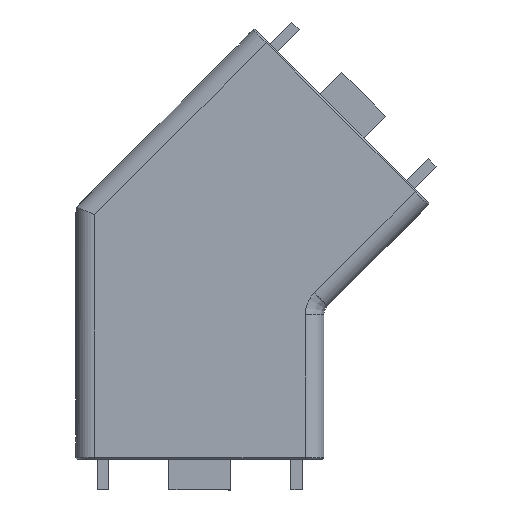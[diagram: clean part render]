
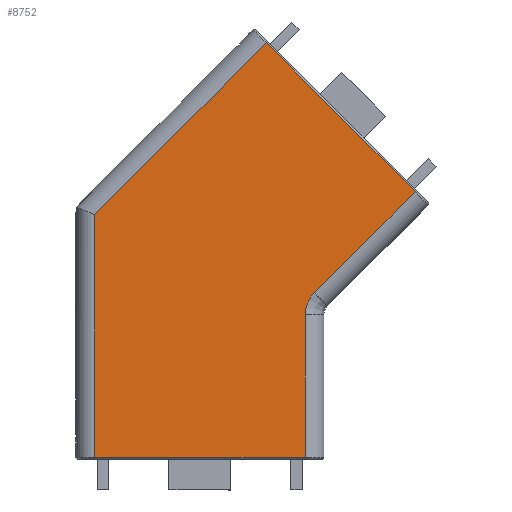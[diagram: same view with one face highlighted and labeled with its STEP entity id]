
A CAD part, front view. The second image highlights one B-rep face of the part: STEP entity #8752.
In plain terms, the highlighted planar face has unit normal (0, -1, 0).
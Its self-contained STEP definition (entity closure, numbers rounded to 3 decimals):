
#290 = VERTEX_POINT ( 'NONE', #9525 ) ;
#300 = DIRECTION ( 'NONE',  ( 1., 0., 0. ) ) ;
#346 = ORIENTED_EDGE ( 'NONE', *, *, #7775, .F. ) ;
#372 = LINE ( 'NONE', #6876, #6344 ) ;
#591 = VECTOR ( 'NONE', #3655, 1000. ) ;
#1240 = CARTESIAN_POINT ( 'NONE',  ( 17.012, -20., 23.705 ) ) ;
#1368 = VERTEX_POINT ( 'NONE', #8785 ) ;
#1470 = AXIS2_PLACEMENT_3D ( 'NONE', #7291, #5822, #3580 ) ;
#1758 = EDGE_CURVE ( 'NONE', #5551, #290, #8111, .T. ) ;
#1832 = CARTESIAN_POINT ( 'NONE',  ( 17.672, -20., 25.805 ) ) ;
#2034 = LINE ( 'NONE', #8097, #8225 ) ;
#2318 = LINE ( 'NONE', #7535, #4011 ) ;
#2440 = VERTEX_POINT ( 'NONE', #9119 ) ;
#2618 = CARTESIAN_POINT ( 'NONE',  ( 17.158, -20., 24.591 ) ) ;
#2868 = DIRECTION ( 'NONE',  ( 0., 0., 1. ) ) ;
#2932 = EDGE_LOOP ( 'NONE', ( #4564, #7600, #4265, #6175, #7137, #3311, #9433, #346 ) ) ;
#3185 = EDGE_CURVE ( 'NONE', #2440, #1368, #2034, .T. ) ;
#3261 = CARTESIAN_POINT ( 'NONE',  ( 4.99, -20., 30.341 ) ) ;
#3285 = DIRECTION ( 'NONE',  ( -0.707, 0., 0.707 ) ) ;
#3311 = ORIENTED_EDGE ( 'NONE', *, *, #3185, .T. ) ;
#3500 = DIRECTION ( 'NONE',  ( 0.707, 0., 0.707 ) ) ;
#3580 = DIRECTION ( 'NONE',  ( -0.707, 0., 0.707 ) ) ;
#3655 = DIRECTION ( 'NONE',  ( 0., 0., -1. ) ) ;
#4011 = VECTOR ( 'NONE', #300, 1000. ) ;
#4081 = B_SPLINE_CURVE_WITH_KNOTS ( 'NONE', 3,
 ( #4093, #7948, #1240, #9415, #7013, #4240, #2618, #9372, #7207, #5546, #1832, #4825, #4188, #5596, #8585, #4772 ),
 .UNSPECIFIED., .F., .F.,
 ( 4, 1, 2, 2, 2, 1, 2, 2, 4 ),
 ( 0., 0.125, 0.188, 0.25, 0.5, 0.625, 0.688, 0.75, 1. ),
 .UNSPECIFIED. ) ;
#4093 = CARTESIAN_POINT ( 'NONE',  ( 17., -20., 23.3 ) ) ;
#4188 = CARTESIAN_POINT ( 'NONE',  ( 17.803, -20., 26.018 ) ) ;
#4240 = CARTESIAN_POINT ( 'NONE',  ( 17.078, -20., 24.185 ) ) ;
#4265 = ORIENTED_EDGE ( 'NONE', *, *, #7228, .T. ) ;
#4272 = AXIS2_PLACEMENT_3D ( 'NONE', #3261, #6137, #9132 ) ;
#4495 = CARTESIAN_POINT ( 'NONE',  ( 18.464, -20., 26.836 ) ) ;
#4564 = ORIENTED_EDGE ( 'NONE', *, *, #7372, .T. ) ;
#4737 = CARTESIAN_POINT ( 'NONE',  ( 18.467, -20., 26.833 ) ) ;
#4772 = CARTESIAN_POINT ( 'NONE',  ( 18.464, -20., 26.836 ) ) ;
#4825 = CARTESIAN_POINT ( 'NONE',  ( 17.757, -20., 25.947 ) ) ;
#4839 = VERTEX_POINT ( 'NONE', #9604 ) ;
#4992 = EDGE_CURVE ( 'NONE', #290, #2440, #2318, .T. ) ;
#5005 = EDGE_CURVE ( 'NONE', #4839, #5530, #5443, .T. ) ;
#5027 = CARTESIAN_POINT ( 'NONE',  ( 18.467, -20., 26.833 ) ) ;
#5443 = LINE ( 'NONE', #6159, #9325 ) ;
#5462 = FACE_OUTER_BOUND ( 'NONE', #2932, .T. ) ;
#5530 = VERTEX_POINT ( 'NONE', #7530 ) ;
#5546 = CARTESIAN_POINT ( 'NONE',  ( 17.55, -20., 25.59 ) ) ;
#5551 = VERTEX_POINT ( 'NONE', #9646 ) ;
#5596 = CARTESIAN_POINT ( 'NONE',  ( 18.029, -20., 26.355 ) ) ;
#5655 = CARTESIAN_POINT ( 'NONE',  ( -17., -20., 30.341 ) ) ;
#5822 = DIRECTION ( 'NONE',  ( -0.707, 0., -0.707 ) ) ;
#5829 = VERTEX_POINT ( 'NONE', #4495 ) ;
#6055 = EDGE_CURVE ( 'NONE', #1368, #5829, #4081, .T. ) ;
#6137 = DIRECTION ( 'NONE',  ( 0., -1., 0. ) ) ;
#6159 = CARTESIAN_POINT ( 'NONE',  ( 26.268, -20., 51.619 ) ) ;
#6175 = ORIENTED_EDGE ( 'NONE', *, *, #1758, .T. ) ;
#6247 = DIRECTION ( 'NONE',  ( -0.707, 0., -0.707 ) ) ;
#6344 = VECTOR ( 'NONE', #6247, 1000. ) ;
#6777 = CIRCLE ( 'NONE', #1470, 3. ) ;
#6876 = CARTESIAN_POINT ( 'NONE',  ( 10.895, -20., 67.346 ) ) ;
#7013 = CARTESIAN_POINT ( 'NONE',  ( 17.065, -20., 24.106 ) ) ;
#7137 = ORIENTED_EDGE ( 'NONE', *, *, #4992, .T. ) ;
#7207 = CARTESIAN_POINT ( 'NONE',  ( 17.444, -20., 25.366 ) ) ;
#7228 = EDGE_CURVE ( 'NONE', #5530, #5551, #372, .T. ) ;
#7234 = VERTEX_POINT ( 'NONE', #4737 ) ;
#7291 = CARTESIAN_POINT ( 'NONE',  ( 18.464, -17., 26.836 ) ) ;
#7321 = LINE ( 'NONE', #5027, #7759 ) ;
#7372 = EDGE_CURVE ( 'NONE', #7234, #4839, #7321, .T. ) ;
#7530 = CARTESIAN_POINT ( 'NONE',  ( 10.719, -20., 67.169 ) ) ;
#7535 = CARTESIAN_POINT ( 'NONE',  ( 4.99, -20., 0.25 ) ) ;
#7600 = ORIENTED_EDGE ( 'NONE', *, *, #5005, .T. ) ;
#7657 = PLANE ( 'NONE',  #4272 ) ;
#7759 = VECTOR ( 'NONE', #3500, 1000. ) ;
#7775 = EDGE_CURVE ( 'NONE', #7234, #5829, #6777, .T. ) ;
#7948 = CARTESIAN_POINT ( 'NONE',  ( 17., -20., 23.463 ) ) ;
#8097 = CARTESIAN_POINT ( 'NONE',  ( 17., -20., 30.341 ) ) ;
#8111 = LINE ( 'NONE', #5655, #591 ) ;
#8225 = VECTOR ( 'NONE', #2868, 1000. ) ;
#8585 = CARTESIAN_POINT ( 'NONE',  ( 18.234, -20., 26.605 ) ) ;
#8752 = ADVANCED_FACE ( 'NONE', ( #5462 ), #7657, .T. ) ;
#8785 = CARTESIAN_POINT ( 'NONE',  ( 17., -20., 23.3 ) ) ;
#9119 = CARTESIAN_POINT ( 'NONE',  ( 17., -20., 0.25 ) ) ;
#9132 = DIRECTION ( 'NONE',  ( 0., 0., -1. ) ) ;
#9325 = VECTOR ( 'NONE', #3285, 1000. ) ;
#9372 = CARTESIAN_POINT ( 'NONE',  ( 17.254, -20., 24.907 ) ) ;
#9415 = CARTESIAN_POINT ( 'NONE',  ( 17.041, -20., 23.946 ) ) ;
#9433 = ORIENTED_EDGE ( 'NONE', *, *, #6055, .T. ) ;
#9525 = CARTESIAN_POINT ( 'NONE',  ( -17., -20., 0.25 ) ) ;
#9604 = CARTESIAN_POINT ( 'NONE',  ( 34.76, -20., 43.127 ) ) ;
#9646 = CARTESIAN_POINT ( 'NONE',  ( -17., -20., 39.45 ) ) ;
